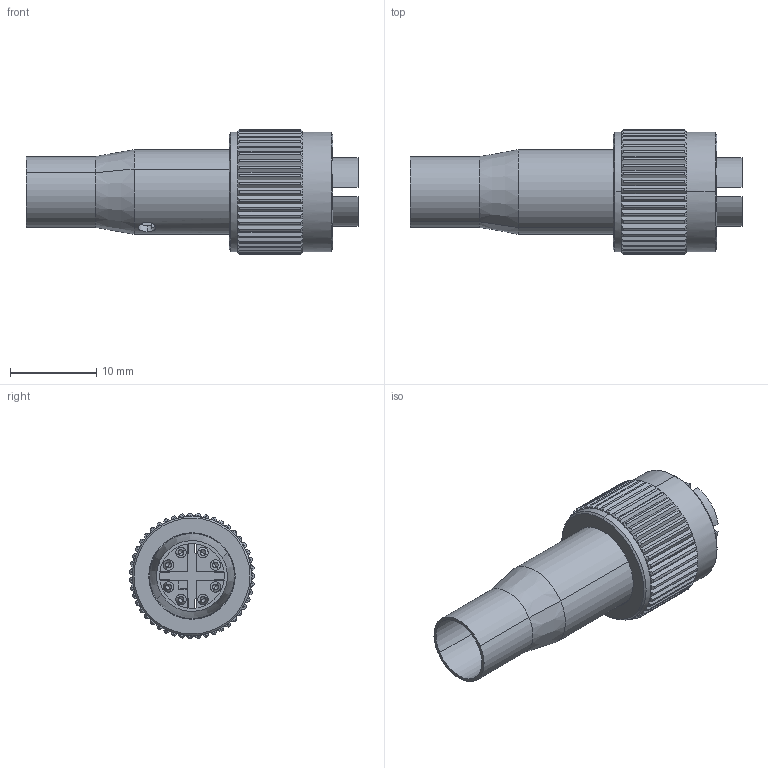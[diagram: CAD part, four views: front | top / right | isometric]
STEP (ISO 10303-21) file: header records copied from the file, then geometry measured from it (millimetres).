
FILE_DESCRIPTION (( 'STEP AP203' ), '1' );
FILE_NAME ('54-00394revA.STEP', '2023-06-19T19:23:17', ( '' ), ( '' ), 'SwSTEP 2.0', 'SolidWorks 2021', '' );
FILE_SCHEMA (( 'CONFIG_CONTROL_DESIGN' ));
Length unit declared in the file: millimetre
Products named in the file (7): 54-00394-01___; 54-00394revA; 54-00394-06___; 54-00394-02___; 54-00394-03; 54-00394-04___; 54-00394-05
Assembly tree (13 placements, depth 2):
  54-00394revA
    54-00394-01___
    54-00394-02___
    54-00394-04___  x8
    54-00394-05
    54-00394-06___
    54-00394-03
Bounding box: 38.4 x 14.49 x 14.5 mm (x, y, z)
Volume: 2029.4 mm3; surface area: 5914.1 mm2
Topology: 13 solids, 13 shells, 756 faces, 1880 edges, 1135 vertices
Faces by surface type: plane 375, cylinder 205, cone 138, torus 36, bspline 2
Entity records: 18039 total; most frequent: CARTESIAN_POINT 4565, ORIENTED_EDGE 2660, DIRECTION 2629, EDGE_CURVE 1330, AXIS2_PLACEMENT_3D 992, VERTEX_POINT 813, VECTOR 645, LINE 645
